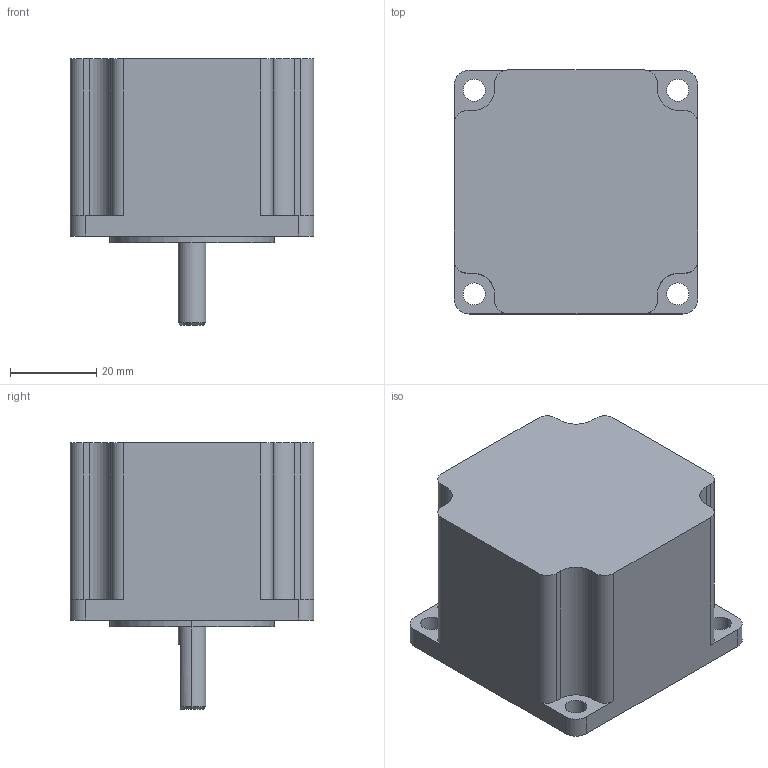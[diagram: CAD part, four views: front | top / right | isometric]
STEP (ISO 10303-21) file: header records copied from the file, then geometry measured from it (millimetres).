
FILE_DESCRIPTION (( 'STEP AP214' ), '1' );
FILE_NAME ('AM23HS0420-01.STEP', '2014-04-15T11:29:22', ( 'jrww' ), ( 'jrww' ), 'SwSTEP 2.0', 'SolidWorks 2011', '' );
FILE_SCHEMA (( 'AUTOMOTIVE_DESIGN' ));
Length unit declared in the file: millimetre
Products named in the file (1): AM23HS0420-01
Bounding box: 56.4 x 56.4 x 61.6 mm (x, y, z)
Volume: 119803.5 mm3; surface area: 15584.1 mm2
Topology: 1 solids, 1 shells, 53 faces, 145 edges, 96 vertices
Faces by surface type: cylinder 28, plane 22, cone 3
Entity records: 1756 total; most frequent: DIRECTION 312, CARTESIAN_POINT 301, ORIENTED_EDGE 290, EDGE_CURVE 145, AXIS2_PLACEMENT_3D 115, VERTEX_POINT 96, LINE 82, VECTOR 82
